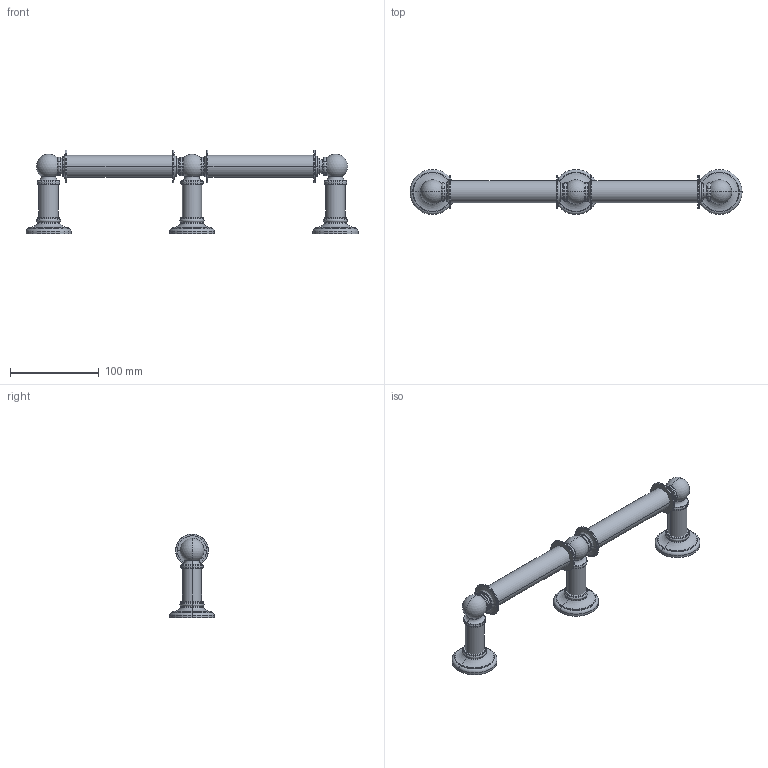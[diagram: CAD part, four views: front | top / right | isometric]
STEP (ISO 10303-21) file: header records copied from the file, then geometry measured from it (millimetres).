
FILE_DESCRIPTION((''),'2;1');
FILE_NAME('4508D_WEB','2010-09-03T',('project'),(''),'PRO/ENGINEER BY PARAMETRIC TECHNOLOGY CORPORATION, 2009300','PRO/ENGINEER BY PARAMETRIC TECHNOLOGY CORPORATION, 2009300','');
FILE_SCHEMA(('CONFIG_CONTROL_DESIGN'));
Length unit declared in the file: inch
Products named in the file (1): 4508D_WEB
Bounding box: 374.65 x 50.8 x 94.75 mm (x, y, z)
Surface area: 75502.8 mm2 (no closed solid volume)
Topology: 0 solids, 34 shells, 246 faces, 519 edges, 295 vertices
Faces by surface type: torus 115, cylinder 88, plane 29, bspline 8, sphere 6
Entity records: 7250 total; most frequent: CARTESIAN_POINT 1854, DIRECTION 1366, ORIENTED_EDGE 944, AXIS2_PLACEMENT_3D 639, EDGE_CURVE 513, CIRCLE 401, VERTEX_POINT 295, EDGE_LOOP 246
